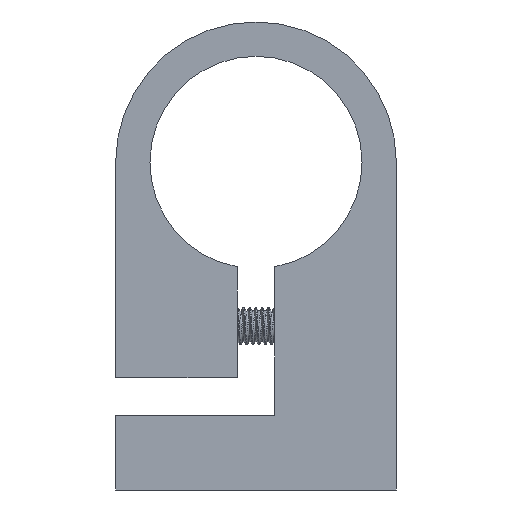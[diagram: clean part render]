
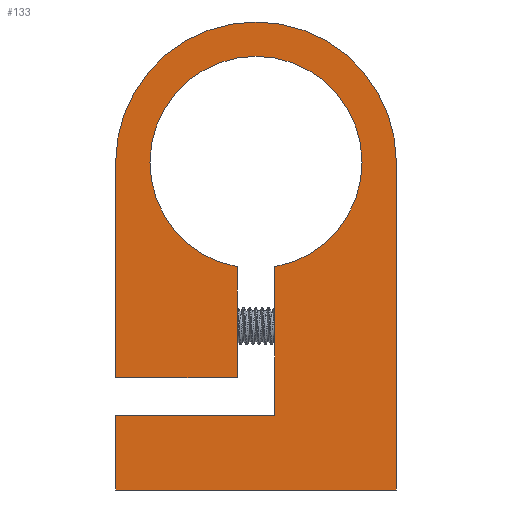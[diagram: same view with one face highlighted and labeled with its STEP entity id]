
A CAD part, front view. The second image highlights one B-rep face of the part: STEP entity #133.
In plain terms, the highlighted planar face has unit normal (0, -1, 0).
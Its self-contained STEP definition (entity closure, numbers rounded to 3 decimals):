
#133=ADVANCED_FACE('',(#199),#176,.T.);
#176=PLANE('',#856);
#199=FACE_OUTER_BOUND('',#243,.T.);
#243=EDGE_LOOP('',(#341,#342,#343,#344,#345,#346,#347,#348,#349,#350));
#341=ORIENTED_EDGE('',*,*,#562,.T.);
#342=ORIENTED_EDGE('',*,*,#570,.T.);
#343=ORIENTED_EDGE('',*,*,#573,.T.);
#344=ORIENTED_EDGE('',*,*,#576,.T.);
#345=ORIENTED_EDGE('',*,*,#580,.T.);
#346=ORIENTED_EDGE('',*,*,#583,.T.);
#347=ORIENTED_EDGE('',*,*,#586,.T.);
#348=ORIENTED_EDGE('',*,*,#589,.T.);
#349=ORIENTED_EDGE('',*,*,#592,.T.);
#350=ORIENTED_EDGE('',*,*,#600,.T.);
#491=VERTEX_POINT('',#1077);
#492=VERTEX_POINT('',#1078);
#499=VERTEX_POINT('',#1094);
#501=VERTEX_POINT('',#1100);
#503=VERTEX_POINT('',#1106);
#506=VERTEX_POINT('',#1114);
#508=VERTEX_POINT('',#1120);
#510=VERTEX_POINT('',#1126);
#512=VERTEX_POINT('',#1132);
#514=VERTEX_POINT('',#1138);
#562=EDGE_CURVE('',#491,#492,#667,.T.);
#570=EDGE_CURVE('',#492,#499,#671,.T.);
#573=EDGE_CURVE('',#499,#501,#674,.T.);
#576=EDGE_CURVE('',#501,#503,#789,.T.);
#580=EDGE_CURVE('',#503,#506,#678,.T.);
#583=EDGE_CURVE('',#506,#508,#681,.T.);
#586=EDGE_CURVE('',#508,#510,#684,.T.);
#589=EDGE_CURVE('',#510,#512,#792,.T.);
#592=EDGE_CURVE('',#512,#514,#688,.T.);
#600=EDGE_CURVE('',#514,#491,#692,.T.);
#667=LINE('',#1076,#719);
#671=LINE('',#1093,#723);
#674=LINE('',#1099,#726);
#678=LINE('',#1113,#730);
#681=LINE('',#1119,#733);
#684=LINE('',#1125,#736);
#688=LINE('',#1137,#740);
#692=LINE('',#1187,#744);
#719=VECTOR('',#903,1.);
#723=VECTOR('',#917,1.);
#726=VECTOR('',#922,1.);
#730=VECTOR('',#936,1.);
#733=VECTOR('',#941,1.);
#736=VECTOR('',#946,1.);
#740=VECTOR('',#958,1.);
#744=VECTOR('',#968,1.);
#789=CIRCLE('',#841,22.5);
#792=CIRCLE('',#848,17.);
#841=AXIS2_PLACEMENT_3D('',#1105,#927,#928);
#848=AXIS2_PLACEMENT_3D('',#1131,#951,#952);
#856=AXIS2_PLACEMENT_3D('',#1191,#974,#975);
#903=DIRECTION('',(0.,0.,-1.));
#917=DIRECTION('',(1.,0.,0.));
#922=DIRECTION('',(0.,0.,1.));
#927=DIRECTION('',(0.,-1.,0.));
#928=DIRECTION('',(1.,0.,0.));
#936=DIRECTION('',(0.,0.,-1.));
#941=DIRECTION('',(1.,0.,0.));
#946=DIRECTION('',(0.,0.,1.));
#951=DIRECTION('',(0.,1.,0.));
#952=DIRECTION('',(1.,0.,0.));
#958=DIRECTION('',(0.,0.,-1.));
#968=DIRECTION('',(-1.,0.,0.));
#974=DIRECTION('',(0.,-1.,0.));
#975=DIRECTION('',(0.,0.,-1.));
#1076=CARTESIAN_POINT('',(-22.5,-8.,12.));
#1077=CARTESIAN_POINT('',(-22.5,-8.,12.));
#1078=CARTESIAN_POINT('',(-22.5,-8.,0.));
#1093=CARTESIAN_POINT('',(-22.5,-8.,0.));
#1094=CARTESIAN_POINT('',(22.5,-8.,0.));
#1099=CARTESIAN_POINT('',(22.5,-8.,35.5));
#1100=CARTESIAN_POINT('',(22.5,-8.,52.5));
#1105=CARTESIAN_POINT('',(0.,-8.,52.5));
#1106=CARTESIAN_POINT('',(-22.5,-8.,52.5));
#1113=CARTESIAN_POINT('',(-22.5,-8.,35.5));
#1114=CARTESIAN_POINT('',(-22.5,-8.,18.));
#1119=CARTESIAN_POINT('',(-22.5,-8.,18.));
#1120=CARTESIAN_POINT('',(-3.,-8.,18.));
#1125=CARTESIAN_POINT('',(-3.,-8.,35.5));
#1126=CARTESIAN_POINT('',(-3.,-8.,35.767));
#1131=CARTESIAN_POINT('',(0.,-8.,52.5));
#1132=CARTESIAN_POINT('',(3.,-8.,35.767));
#1137=CARTESIAN_POINT('',(3.,-8.,35.5));
#1138=CARTESIAN_POINT('',(3.,-8.,12.));
#1187=CARTESIAN_POINT('',(3.,-8.,12.));
#1191=CARTESIAN_POINT('',(0.,-8.,52.5));
